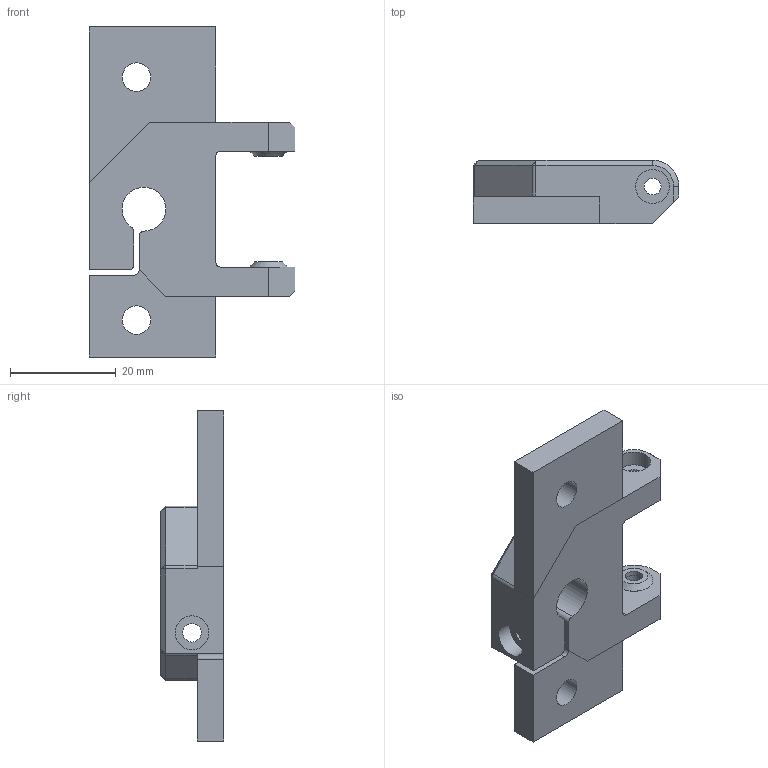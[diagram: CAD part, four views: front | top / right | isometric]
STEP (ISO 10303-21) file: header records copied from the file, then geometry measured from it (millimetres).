
FILE_DESCRIPTION(('FreeCAD Model'),'2;1');
FILE_NAME('Corelia_0_XY_idler_mount_mirror.step','2018-03-24T10:26:03',('Author'),(''), 'Open CASCADE STEP processor 7.1','FreeCAD','Unknown');
FILE_SCHEMA(('AUTOMOTIVE_DESIGN { 1 0 10303 214 1 1 1 1 }'));
Length unit declared in the file: millimetre
Products named in the file (1): Body_(Mirror_#1)
Bounding box: 39 x 12 x 62.5 mm (x, y, z)
Volume: 12306.7 mm3; surface area: 6357.5 mm2
Topology: 1 solids, 1 shells, 99 faces, 248 edges, 149 vertices
Faces by surface type: plane 56, cylinder 27, cone 13, bspline 3
Full cylindrical faces by diameter (mm): 3.2 x4, 3.5 x2, 5.4 x2, 6.4 x2, 7.2 x2
Entity records: 6152 total; most frequent: CARTESIAN_POINT 1225, DIRECTION 933, LINE 604, VECTOR 604, ORIENTED_EDGE 482, PCURVE 482, DEFINITIONAL_REPRESENTATION 482, EDGE_CURVE 241
